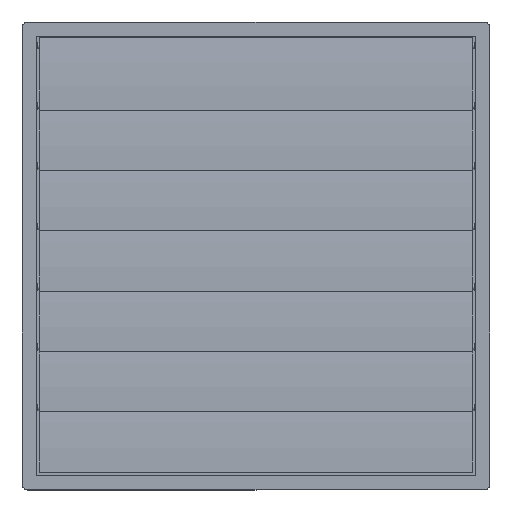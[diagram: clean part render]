
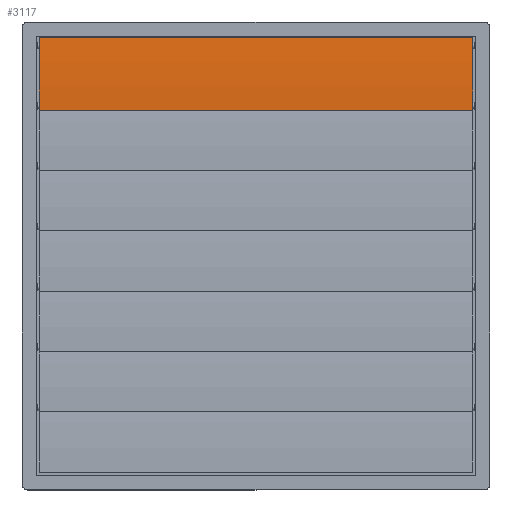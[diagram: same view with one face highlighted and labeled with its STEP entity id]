
A CAD part, top view. The second image highlights one B-rep face of the part: STEP entity #3117.
In plain terms, the highlighted cylindrical face has radius 483.877 mm (diameter 967.755 mm), a partial arc.
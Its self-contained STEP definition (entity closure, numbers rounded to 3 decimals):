
#37 = EDGE_CURVE ( 'NONE', #2302, #3609, #510, .T. ) ;
#128 = EDGE_LOOP ( 'NONE', ( #1540, #1793, #1336, #642 ) ) ;
#136 = EDGE_CURVE ( 'NONE', #622, #1524, #3360, .T. ) ;
#142 = CARTESIAN_POINT ( 'NONE',  ( 184., 2.804, 7. ) ) ;
#157 = CARTESIAN_POINT ( 'NONE',  ( -184., -479.565, -31.169 ) ) ;
#189 = LINE ( 'NONE', #142, #1558 ) ;
#510 = CIRCLE ( 'NONE', #1358, 483.877 ) ;
#622 = VERTEX_POINT ( 'NONE', #2453 ) ;
#634 = DIRECTION ( 'NONE',  ( 1., 0., 0. ) ) ;
#642 = ORIENTED_EDGE ( 'NONE', *, *, #2635, .F. ) ;
#799 = DIRECTION ( 'NONE',  ( -1., 0., 0. ) ) ;
#809 = DIRECTION ( 'NONE',  ( -1., 0., 0. ) ) ;
#944 = CARTESIAN_POINT ( 'NONE',  ( 184., -479.565, -31.169 ) ) ;
#1122 = DIRECTION ( 'NONE',  ( 0., 0., 1. ) ) ;
#1336 = ORIENTED_EDGE ( 'NONE', *, *, #37, .T. ) ;
#1358 = AXIS2_PLACEMENT_3D ( 'NONE', #157, #1467, #2072 ) ;
#1467 = DIRECTION ( 'NONE',  ( 1., 0., 0. ) ) ;
#1524 = VERTEX_POINT ( 'NONE', #2544 ) ;
#1540 = ORIENTED_EDGE ( 'NONE', *, *, #136, .F. ) ;
#1558 = VECTOR ( 'NONE', #809, 1000. ) ;
#1563 = AXIS2_PLACEMENT_3D ( 'NONE', #944, #634, #3697 ) ;
#1612 = VECTOR ( 'NONE', #3468, 1000. ) ;
#1793 = ORIENTED_EDGE ( 'NONE', *, *, #3699, .T. ) ;
#2072 = DIRECTION ( 'NONE',  ( 0., 0., -1. ) ) ;
#2087 = CARTESIAN_POINT ( 'NONE',  ( -184., 2.804, 7. ) ) ;
#2126 = CARTESIAN_POINT ( 'NONE',  ( -184., 3.725, -55. ) ) ;
#2164 = LINE ( 'NONE', #2554, #1612 ) ;
#2302 = VERTEX_POINT ( 'NONE', #2126 ) ;
#2307 = AXIS2_PLACEMENT_3D ( 'NONE', #3655, #799, #1122 ) ;
#2453 = CARTESIAN_POINT ( 'NONE',  ( 184., 3.725, -55. ) ) ;
#2544 = CARTESIAN_POINT ( 'NONE',  ( 184., 2.804, 7. ) ) ;
#2554 = CARTESIAN_POINT ( 'NONE',  ( 184., 3.725, -55. ) ) ;
#2635 = EDGE_CURVE ( 'NONE', #1524, #3609, #189, .T. ) ;
#3010 = CYLINDRICAL_SURFACE ( 'NONE', #2307, 483.877 ) ;
#3117 = ADVANCED_FACE ( 'NONE', ( #3617 ), #3010, .T. ) ;
#3360 = CIRCLE ( 'NONE', #1563, 483.877 ) ;
#3468 = DIRECTION ( 'NONE',  ( -1., 0., 0. ) ) ;
#3609 = VERTEX_POINT ( 'NONE', #2087 ) ;
#3617 = FACE_OUTER_BOUND ( 'NONE', #128, .T. ) ;
#3655 = CARTESIAN_POINT ( 'NONE',  ( 184., -479.565, -31.169 ) ) ;
#3697 = DIRECTION ( 'NONE',  ( 0., 0., -1. ) ) ;
#3699 = EDGE_CURVE ( 'NONE', #622, #2302, #2164, .T. ) ;
